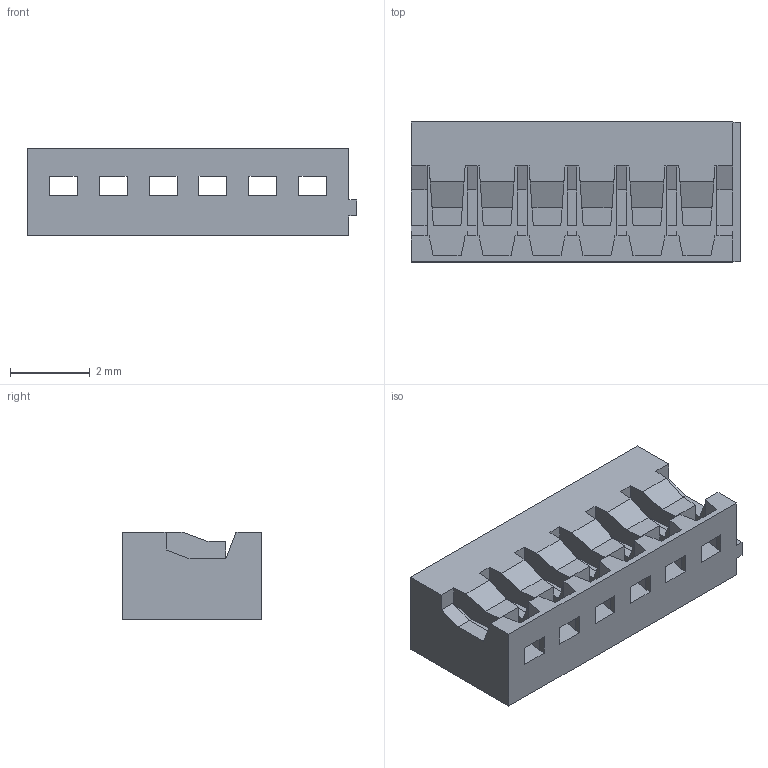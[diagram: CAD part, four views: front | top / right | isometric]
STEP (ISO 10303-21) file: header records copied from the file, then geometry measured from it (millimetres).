
FILE_DESCRIPTION((''),'2;1');
FILE_NAME('510220600','2007-09-26T',('av'),(''),'PRO/ENGINEER BY PARAMETRIC TECHNOLOGY CORPORATION, 2003451','PRO/ENGINEER BY PARAMETRIC TECHNOLOGY CORPORATION, 2003451','');
FILE_SCHEMA(('CONFIG_CONTROL_DESIGN'));
Length unit declared in the file: millimetre
Products named in the file (1): 510220600
Bounding box: 8.25 x 3.5 x 2.2 mm (x, y, z)
Volume: 41 mm3; surface area: 187.5 mm2
Topology: 1 solids, 1 shells, 291 faces, 838 edges, 544 vertices
Faces by surface type: plane 291
Entity records: 9305 total; most frequent: CARTESIAN_POINT 1649, ORIENTED_EDGE 1638, DIRECTION 1436, VECTOR 826, LINE 826, EDGE_CURVE 819, VERTEX_POINT 518, AXIS2_PLACEMENT_3D 305
